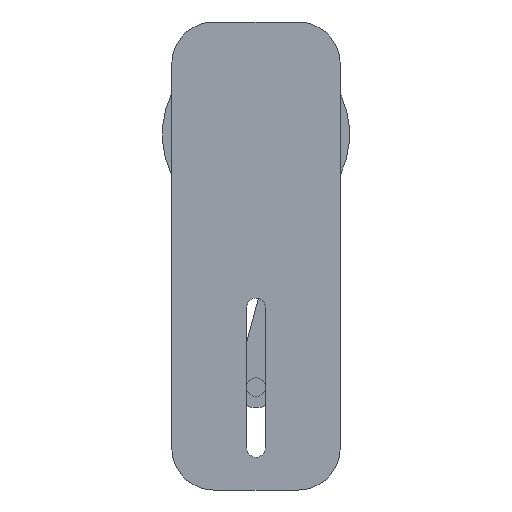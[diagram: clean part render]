
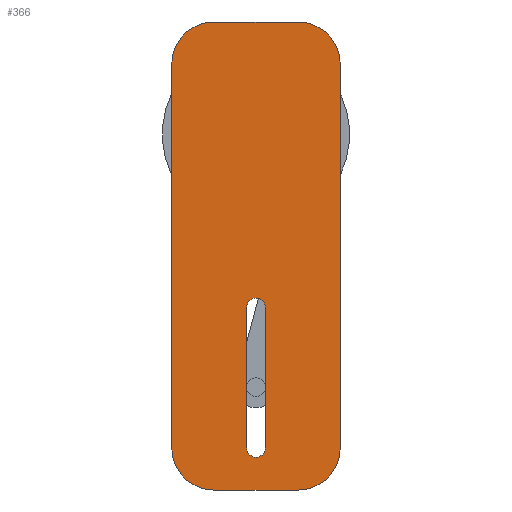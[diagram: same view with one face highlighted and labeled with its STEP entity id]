
A CAD part, front view. The second image highlights one B-rep face of the part: STEP entity #366.
In plain terms, the highlighted face is planar.
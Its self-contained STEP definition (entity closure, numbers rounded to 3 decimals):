
#11 = VERTEX_POINT ( 'NONE', #906 ) ;
#24 = VECTOR ( 'NONE', #149, 1000. ) ;
#33 = CARTESIAN_POINT ( 'NONE',  ( 45., 250., 0. ) ) ;
#46 = DIRECTION ( 'NONE',  ( 1., 0., 0. ) ) ;
#52 = CARTESIAN_POINT ( 'NONE',  ( -10., 55., 0. ) ) ;
#62 = LINE ( 'NONE', #1456, #644 ) ;
#98 = VERTEX_POINT ( 'NONE', #832 ) ;
#104 = CIRCLE ( 'NONE', #459, 10. ) ;
#109 = CIRCLE ( 'NONE', #840, 45. ) ;
#122 = VERTEX_POINT ( 'NONE', #1080 ) ;
#133 = DIRECTION ( 'NONE',  ( 0., -1., 0. ) ) ;
#149 = DIRECTION ( 'NONE',  ( 0., 1., 0. ) ) ;
#226 = CARTESIAN_POINT ( 'NONE',  ( 45., -250., 0. ) ) ;
#227 = DIRECTION ( 'NONE',  ( 1., 0., 0. ) ) ;
#242 = ORIENTED_EDGE ( 'NONE', *, *, #1360, .T. ) ;
#245 = DIRECTION ( 'NONE',  ( 0., 0., -1. ) ) ;
#274 = DIRECTION ( 'NONE',  ( 0., 0., -1. ) ) ;
#318 = EDGE_CURVE ( 'NONE', #122, #325, #380, .T. ) ;
#322 = VERTEX_POINT ( 'NONE', #606 ) ;
#324 = CIRCLE ( 'NONE', #988, 45. ) ;
#325 = VERTEX_POINT ( 'NONE', #472 ) ;
#349 = PLANE ( 'NONE',  #1347 ) ;
#352 = VERTEX_POINT ( 'NONE', #226 ) ;
#361 = LINE ( 'NONE', #418, #24 ) ;
#366 = ADVANCED_FACE ( 'NONE', ( #1337, #673 ), #349, .F. ) ;
#378 = CARTESIAN_POINT ( 'NONE',  ( 90., -250., 0. ) ) ;
#380 = LINE ( 'NONE', #1238, #1299 ) ;
#386 = ORIENTED_EDGE ( 'NONE', *, *, #1586, .T. ) ;
#388 = VECTOR ( 'NONE', #133, 1000. ) ;
#418 = CARTESIAN_POINT ( 'NONE',  ( 10., 55., 0. ) ) ;
#459 = AXIS2_PLACEMENT_3D ( 'NONE', #1092, #602, #1422 ) ;
#464 = EDGE_LOOP ( 'NONE', ( #1216, #569, #1233, #1114 ) ) ;
#467 = VECTOR ( 'NONE', #227, 1000. ) ;
#472 = CARTESIAN_POINT ( 'NONE',  ( -90., 205., 0. ) ) ;
#476 = CARTESIAN_POINT ( 'NONE',  ( -10., 55., 0. ) ) ;
#478 = DIRECTION ( 'NONE',  ( 0., 0., 1. ) ) ;
#495 = EDGE_CURVE ( 'NONE', #608, #1370, #765, .T. ) ;
#503 = ORIENTED_EDGE ( 'NONE', *, *, #634, .T. ) ;
#540 = DIRECTION ( 'NONE',  ( 1., 0., 0. ) ) ;
#569 = ORIENTED_EDGE ( 'NONE', *, *, #907, .T. ) ;
#571 = EDGE_CURVE ( 'NONE', #1301, #11, #361, .T. ) ;
#597 = CIRCLE ( 'NONE', #1387, 45. ) ;
#601 = CARTESIAN_POINT ( 'NONE',  ( -90., 250., 0. ) ) ;
#602 = DIRECTION ( 'NONE',  ( 0., 0., 1. ) ) ;
#606 = CARTESIAN_POINT ( 'NONE',  ( 90., -205., 0. ) ) ;
#608 = VERTEX_POINT ( 'NONE', #33 ) ;
#610 = DIRECTION ( 'NONE',  ( 1., 0., 0. ) ) ;
#613 = CARTESIAN_POINT ( 'NONE',  ( 10., 55., 0. ) ) ;
#617 = EDGE_CURVE ( 'NONE', #11, #1330, #1573, .T. ) ;
#624 = CARTESIAN_POINT ( 'NONE',  ( 90., 205., 0. ) ) ;
#634 = EDGE_CURVE ( 'NONE', #98, #122, #324, .T. ) ;
#644 = VECTOR ( 'NONE', #893, 1000. ) ;
#673 = FACE_OUTER_BOUND ( 'NONE', #701, .T. ) ;
#699 = DIRECTION ( 'NONE',  ( 0., 0., -1. ) ) ;
#701 = EDGE_LOOP ( 'NONE', ( #1242, #503, #1125, #242, #1574, #1603, #750, #386 ) ) ;
#725 = DIRECTION ( 'NONE',  ( 0., 1., 0. ) ) ;
#750 = ORIENTED_EDGE ( 'NONE', *, *, #1416, .F. ) ;
#765 = CIRCLE ( 'NONE', #1188, 45. ) ;
#800 = LINE ( 'NONE', #601, #467 ) ;
#832 = CARTESIAN_POINT ( 'NONE',  ( -45., -250., 0. ) ) ;
#840 = AXIS2_PLACEMENT_3D ( 'NONE', #1022, #274, #1141 ) ;
#862 = CARTESIAN_POINT ( 'NONE',  ( -10., 205., 0. ) ) ;
#877 = CARTESIAN_POINT ( 'NONE',  ( -45., 250., 0. ) ) ;
#887 = EDGE_CURVE ( 'NONE', #1330, #1017, #1055, .T. ) ;
#893 = DIRECTION ( 'NONE',  ( 1., 0., 0. ) ) ;
#906 = CARTESIAN_POINT ( 'NONE',  ( 10., 205., 0. ) ) ;
#907 = EDGE_CURVE ( 'NONE', #1017, #1301, #104, .T. ) ;
#915 = DIRECTION ( 'NONE',  ( 0., 0., -1. ) ) ;
#940 = EDGE_CURVE ( 'NONE', #98, #352, #62, .T. ) ;
#988 = AXIS2_PLACEMENT_3D ( 'NONE', #1534, #915, #46 ) ;
#992 = CARTESIAN_POINT ( 'NONE',  ( -45., 205., 0. ) ) ;
#1010 = AXIS2_PLACEMENT_3D ( 'NONE', #1157, #1287, #540 ) ;
#1017 = VERTEX_POINT ( 'NONE', #52 ) ;
#1022 = CARTESIAN_POINT ( 'NONE',  ( 45., -205., 0. ) ) ;
#1055 = LINE ( 'NONE', #476, #388 ) ;
#1080 = CARTESIAN_POINT ( 'NONE',  ( -90., -205., 0. ) ) ;
#1092 = CARTESIAN_POINT ( 'NONE',  ( 0., 55., 0. ) ) ;
#1114 = ORIENTED_EDGE ( 'NONE', *, *, #617, .T. ) ;
#1115 = DIRECTION ( 'NONE',  ( 1., 0., 0. ) ) ;
#1121 = DIRECTION ( 'NONE',  ( 0., 1., 0. ) ) ;
#1125 = ORIENTED_EDGE ( 'NONE', *, *, #318, .T. ) ;
#1141 = DIRECTION ( 'NONE',  ( 1., 0., 0. ) ) ;
#1157 = CARTESIAN_POINT ( 'NONE',  ( 0., 205., 0. ) ) ;
#1181 = DIRECTION ( 'NONE',  ( 1., 0., 0. ) ) ;
#1188 = AXIS2_PLACEMENT_3D ( 'NONE', #1577, #699, #1181 ) ;
#1216 = ORIENTED_EDGE ( 'NONE', *, *, #887, .T. ) ;
#1233 = ORIENTED_EDGE ( 'NONE', *, *, #571, .T. ) ;
#1238 = CARTESIAN_POINT ( 'NONE',  ( -90., -250., 0. ) ) ;
#1242 = ORIENTED_EDGE ( 'NONE', *, *, #940, .F. ) ;
#1265 = EDGE_CURVE ( 'NONE', #1443, #608, #800, .T. ) ;
#1287 = DIRECTION ( 'NONE',  ( 0., 0., 1. ) ) ;
#1299 = VECTOR ( 'NONE', #725, 1000. ) ;
#1301 = VERTEX_POINT ( 'NONE', #613 ) ;
#1330 = VERTEX_POINT ( 'NONE', #862 ) ;
#1337 = FACE_BOUND ( 'NONE', #464, .T. ) ;
#1347 = AXIS2_PLACEMENT_3D ( 'NONE', #1350, #478, #610 ) ;
#1350 = CARTESIAN_POINT ( 'NONE',  ( 0., 0., 0. ) ) ;
#1360 = EDGE_CURVE ( 'NONE', #325, #1443, #597, .T. ) ;
#1370 = VERTEX_POINT ( 'NONE', #624 ) ;
#1387 = AXIS2_PLACEMENT_3D ( 'NONE', #992, #245, #1115 ) ;
#1416 = EDGE_CURVE ( 'NONE', #322, #1370, #1504, .T. ) ;
#1422 = DIRECTION ( 'NONE',  ( 1., 0., 0. ) ) ;
#1443 = VERTEX_POINT ( 'NONE', #877 ) ;
#1456 = CARTESIAN_POINT ( 'NONE',  ( -90., -250., 0. ) ) ;
#1504 = LINE ( 'NONE', #378, #1549 ) ;
#1534 = CARTESIAN_POINT ( 'NONE',  ( -45., -205., 0. ) ) ;
#1549 = VECTOR ( 'NONE', #1121, 1000. ) ;
#1573 = CIRCLE ( 'NONE', #1010, 10. ) ;
#1574 = ORIENTED_EDGE ( 'NONE', *, *, #1265, .T. ) ;
#1577 = CARTESIAN_POINT ( 'NONE',  ( 45., 205., 0. ) ) ;
#1586 = EDGE_CURVE ( 'NONE', #322, #352, #109, .T. ) ;
#1603 = ORIENTED_EDGE ( 'NONE', *, *, #495, .T. ) ;
